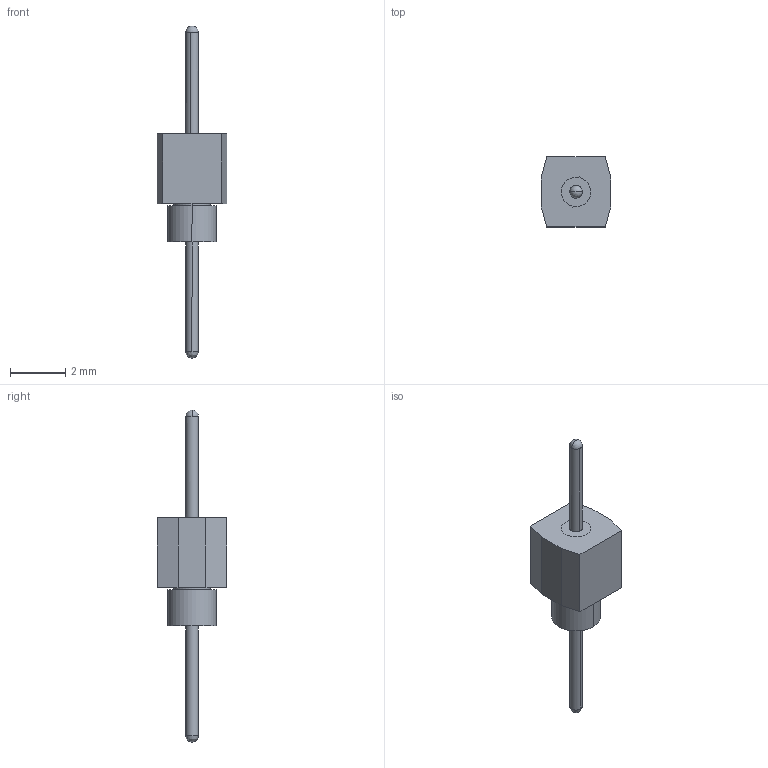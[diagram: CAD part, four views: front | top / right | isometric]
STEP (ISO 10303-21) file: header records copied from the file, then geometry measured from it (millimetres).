
FILE_DESCRIPTION((''),'2;1');
FILE_NAME('SAMTEC_TS-101-T-AA_a.stp','2014-02-03T15:42:24',(''),(''),'Mechanical Desktop 2011','Mechanical Desktop 2011',', , ');
FILE_SCHEMA(('AUTOMOTIVE_DESIGN { 1 2 10303 214 1 1 1 1 }'));
Length unit declared in the file: millimetre
Products named in the file (1): Product
Bounding box: 2.54 x 2.54 x 12.06 mm (x, y, z)
Volume: 20.4 mm3; surface area: 63.2 mm2
Topology: 3 solids, 3 shells, 29 faces, 62 edges, 40 vertices
Faces by surface type: plane 15, cylinder 8, cone 2, sphere 2, bspline 2
Entity records: 872 total; most frequent: CARTESIAN_POINT 183, DIRECTION 140, ORIENTED_EDGE 120, EDGE_CURVE 60, AXIS2_PLACEMENT_3D 53, VERTEX_POINT 40, VECTOR 34, LINE 34
